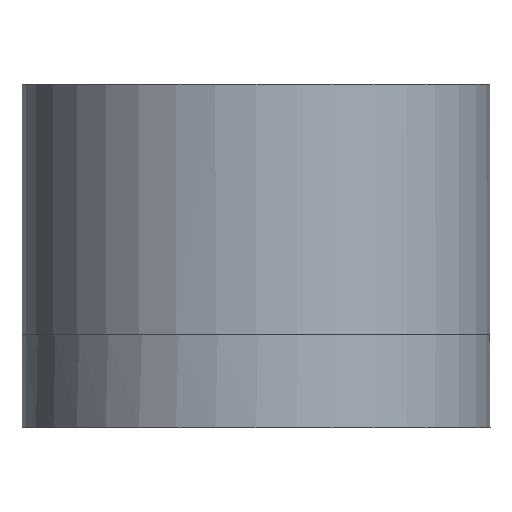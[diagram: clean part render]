
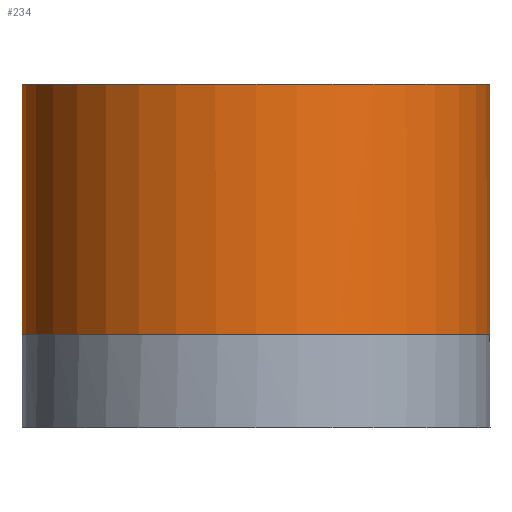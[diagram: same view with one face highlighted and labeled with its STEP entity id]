
A CAD part, left-side view. The second image highlights one B-rep face of the part: STEP entity #234.
In plain terms, the highlighted cylindrical face has radius 7.5 mm (diameter 15 mm), a full revolution.
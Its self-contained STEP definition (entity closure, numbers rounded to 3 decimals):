
#159=CARTESIAN_POINT('',(-31.848,10.592,-5.));
#160=DIRECTION('',(0.,0.,1.));
#161=DIRECTION('',(0.,1.,-0.));
#162=AXIS2_PLACEMENT_3D('',#159,#160,#161);
#163=CYLINDRICAL_SURFACE('',#162,7.5);
#164=CARTESIAN_POINT('',(-31.848,18.092,3.));
#165=VERTEX_POINT('',#164);
#166=CARTESIAN_POINT('',(-31.848,18.092,-5.));
#167=VERTEX_POINT('',#166);
#168=CARTESIAN_POINT('',(-31.848,18.092,3.));
#169=DIRECTION('',(-0.,-0.,-1.));
#170=VECTOR('',#169,8.);
#171=LINE('',#168,#170);
#172=EDGE_CURVE('',#165,#167,#171,.T.);
#173=ORIENTED_EDGE('',*,*,#172,.T.);
#174=CARTESIAN_POINT('',(-31.819,3.092,-5.));
#175=VERTEX_POINT('',#174);
#176=CARTESIAN_POINT('',(-31.848,10.592,-5.));
#177=DIRECTION('',(0.,-0.,-1.));
#178=DIRECTION('',(0.,-1.,0.));
#179=AXIS2_PLACEMENT_3D('',#176,#177,#178);
#180=CIRCLE('',#179,7.5);
#181=EDGE_CURVE('',#175,#167,#180,.T.);
#182=ORIENTED_EDGE('',*,*,#181,.F.);
#183=CARTESIAN_POINT('',(-31.819,3.092,0.));
#184=VERTEX_POINT('',#183);
#185=CARTESIAN_POINT('',(-31.819,3.092,-5.));
#186=DIRECTION('',(0.,0.,1.));
#187=VECTOR('',#186,5.);
#188=LINE('',#185,#187);
#189=EDGE_CURVE('',#175,#184,#188,.T.);
#190=ORIENTED_EDGE('',*,*,#189,.T.);
#191=CARTESIAN_POINT('',(-31.681,18.09,-0.));
#192=VERTEX_POINT('',#191);
#193=CARTESIAN_POINT('',(-31.848,10.592,0.));
#194=DIRECTION('',(0.,-0.,-1.));
#195=DIRECTION('',(0.,-1.,0.));
#196=AXIS2_PLACEMENT_3D('',#193,#194,#195);
#197=CIRCLE('',#196,7.5);
#198=EDGE_CURVE('',#192,#184,#197,.T.);
#199=ORIENTED_EDGE('',*,*,#198,.F.);
#200=CARTESIAN_POINT('',(-31.681,18.09,-5.));
#201=VERTEX_POINT('',#200);
#202=CARTESIAN_POINT('',(-31.681,18.09,-5.));
#203=DIRECTION('',(0.,0.,1.));
#204=VECTOR('',#203,5.);
#205=LINE('',#202,#204);
#206=EDGE_CURVE('',#201,#192,#205,.T.);
#207=ORIENTED_EDGE('',*,*,#206,.F.);
#208=CARTESIAN_POINT('',(-31.848,10.592,-5.));
#209=DIRECTION('',(0.,-0.,-1.));
#210=DIRECTION('',(0.,-1.,0.));
#211=AXIS2_PLACEMENT_3D('',#208,#209,#210);
#212=CIRCLE('',#211,7.5);
#213=EDGE_CURVE('',#167,#201,#212,.T.);
#214=ORIENTED_EDGE('',*,*,#213,.F.);
#215=ORIENTED_EDGE('',*,*,#172,.F.);
#216=CARTESIAN_POINT('',(-31.848,3.092,3.));
#217=VERTEX_POINT('',#216);
#218=CARTESIAN_POINT('',(-31.848,10.592,3.));
#219=DIRECTION('',(0.,-0.,-1.));
#220=DIRECTION('',(0.,-1.,0.));
#221=AXIS2_PLACEMENT_3D('',#218,#219,#220);
#222=CIRCLE('',#221,7.5);
#223=EDGE_CURVE('',#165,#217,#222,.T.);
#224=ORIENTED_EDGE('',*,*,#223,.T.);
#225=CARTESIAN_POINT('',(-31.848,10.592,3.));
#226=DIRECTION('',(0.,-0.,-1.));
#227=DIRECTION('',(0.,-1.,0.));
#228=AXIS2_PLACEMENT_3D('',#225,#226,#227);
#229=CIRCLE('',#228,7.5);
#230=EDGE_CURVE('',#217,#165,#229,.T.);
#231=ORIENTED_EDGE('',*,*,#230,.T.);
#232=EDGE_LOOP('',(#173,#182,#190,#199,#207,#214,#215,#224,#231));
#233=FACE_BOUND('',#232,.T.);
#234=ADVANCED_FACE('',(#233),#163,.T.);
